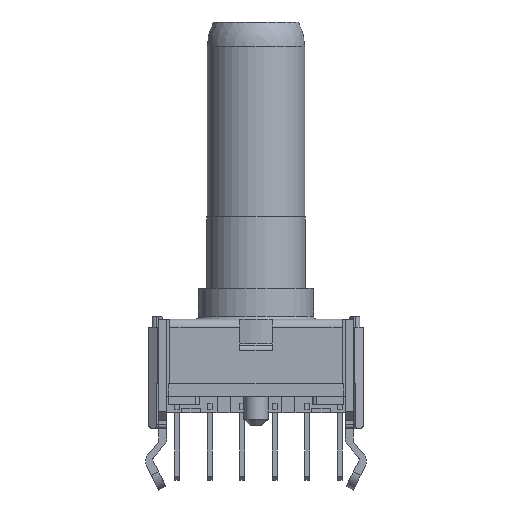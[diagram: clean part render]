
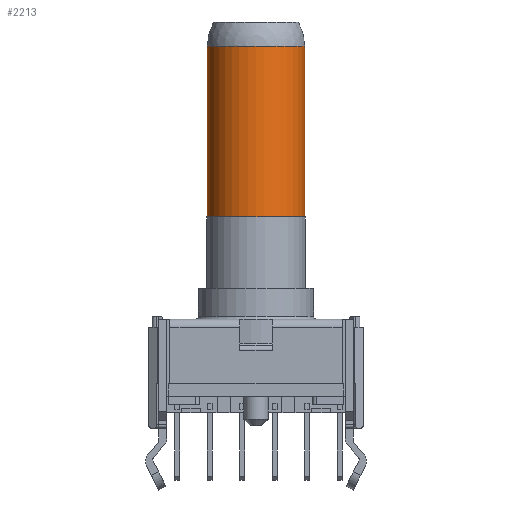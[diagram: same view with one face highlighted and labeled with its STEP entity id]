
A CAD part, front view. The second image highlights one B-rep face of the part: STEP entity #2213.
In plain terms, the highlighted cylindrical face has radius 3 mm (diameter 6 mm), a partial arc.
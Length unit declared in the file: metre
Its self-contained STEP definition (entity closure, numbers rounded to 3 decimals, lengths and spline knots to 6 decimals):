
#2213 = ADVANCED_FACE( '', ( #5744 ), #5745, .T. );
#3931 = EDGE_CURVE( '', #8040, #7854, #8041, .T. );
#4399 = EDGE_CURVE( '', #7854, #6887, #8573, .T. );
#4499 = EDGE_CURVE( '', #8102, #6887, #8687, .T. );
#4505 = EDGE_CURVE( '', #8040, #8102, #8695, .T. );
#5744 = FACE_OUTER_BOUND( '', #10478, .T. );
#5745 = CYLINDRICAL_SURFACE( '', #10479, 0.003 );
#6887 = VERTEX_POINT( '', #12311 );
#7854 = VERTEX_POINT( '', #13805 );
#8040 = VERTEX_POINT( '', #14117 );
#8041 = LINE( '', #14118, #14119 );
#8102 = VERTEX_POINT( '', #14220 );
#8573 = CIRCLE( '', #15132, 0.003 );
#8687 = LINE( '', #15316, #15317 );
#8695 = CIRCLE( '', #15326, 0.003 );
#10478 = EDGE_LOOP( '', ( #16674, #16675, #16676, #16677 ) );
#10479 = AXIS2_PLACEMENT_3D( '', #16678, #16679, #16680 );
#12311 = CARTESIAN_POINT( '', ( 0.002471, -0.000371, 0.023564 ) );
#13805 = CARTESIAN_POINT( '', ( -0.002725, -0.000371, 0.023564 ) );
#14117 = CARTESIAN_POINT( '', ( -0.002725, -0.000371, 0.013064 ) );
#14118 = CARTESIAN_POINT( '', ( -0.002725, -0.000371, 0.013064 ) );
#14119 = VECTOR( '', #19651, 1. );
#14220 = CARTESIAN_POINT( '', ( 0.002471, -0.000371, 0.013064 ) );
#15132 = AXIS2_PLACEMENT_3D( '', #20342, #20343, #20344 );
#15316 = CARTESIAN_POINT( '', ( 0.002471, -0.000371, 0.013064 ) );
#15317 = VECTOR( '', #20488, 1. );
#15326 = AXIS2_PLACEMENT_3D( '', #20506, #20507, #20508 );
#16674 = ORIENTED_EDGE( '', *, *, #4499, .T. );
#16675 = ORIENTED_EDGE( '', *, *, #4399, .F. );
#16676 = ORIENTED_EDGE( '', *, *, #3931, .F. );
#16677 = ORIENTED_EDGE( '', *, *, #4505, .T. );
#16678 = CARTESIAN_POINT( '', ( -0.000127, -0.001871, 0.025064 ) );
#16679 = DIRECTION( '', ( 0., 0., 1. ) );
#16680 = DIRECTION( '', ( 0., 1., 0. ) );
#19651 = DIRECTION( '', ( 0., 0., 1. ) );
#20342 = CARTESIAN_POINT( '', ( -0.000127, -0.001871, 0.023564 ) );
#20343 = DIRECTION( '', ( 0., 0., 1. ) );
#20344 = DIRECTION( '', ( 0., -1., 0. ) );
#20488 = DIRECTION( '', ( 0., 0., 1. ) );
#20506 = CARTESIAN_POINT( '', ( -0.000127, -0.001871, 0.013064 ) );
#20507 = DIRECTION( '', ( 0., 0., 1. ) );
#20508 = DIRECTION( '', ( 0., -1., 0. ) );
